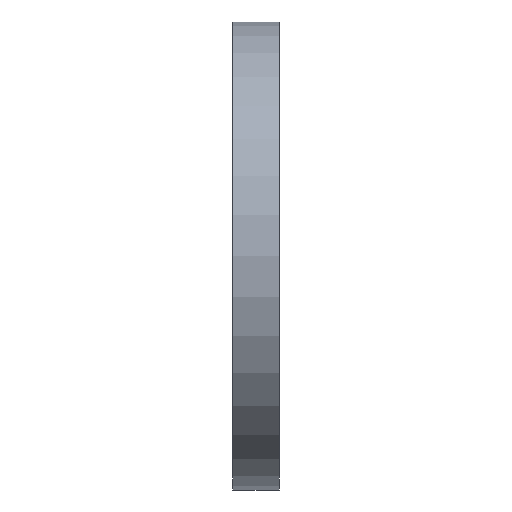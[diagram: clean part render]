
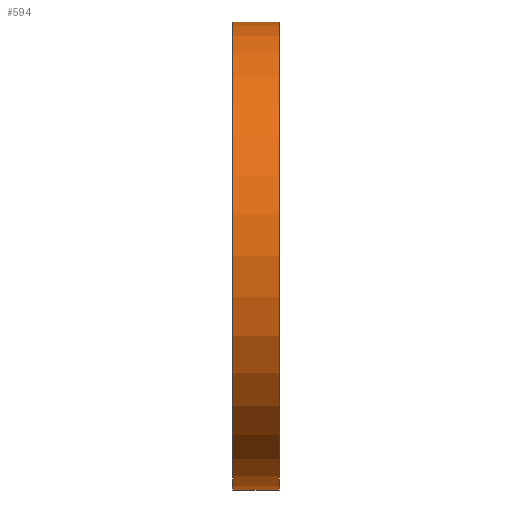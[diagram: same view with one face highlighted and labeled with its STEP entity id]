
A CAD part, left-side view. The second image highlights one B-rep face of the part: STEP entity #594.
In plain terms, the highlighted cylindrical face has radius 75 mm (diameter 150 mm), a full revolution.
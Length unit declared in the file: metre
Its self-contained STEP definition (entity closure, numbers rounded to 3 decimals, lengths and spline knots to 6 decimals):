
#20=CIRCLE('',#648,0.075);
#21=CIRCLE('',#649,0.075);
#64=CYLINDRICAL_SURFACE('',#647,0.075);
#124=ORIENTED_EDGE('',*,*,#292,.F.);
#125=ORIENTED_EDGE('',*,*,#293,.T.);
#292=EDGE_CURVE('',#376,#376,#20,.T.);
#293=EDGE_CURVE('',#377,#377,#21,.T.);
#376=VERTEX_POINT('',#1000);
#377=VERTEX_POINT('',#1002);
#478=EDGE_LOOP('',(#124));
#479=EDGE_LOOP('',(#125));
#532=FACE_BOUND('',#478,.T.);
#533=FACE_BOUND('',#479,.T.);
#594=ADVANCED_FACE('',(#532,#533),#64,.T.);
#647=AXIS2_PLACEMENT_3D('',#998,#779,#780);
#648=AXIS2_PLACEMENT_3D('',#999,#781,#782);
#649=AXIS2_PLACEMENT_3D('',#1001,#783,#784);
#779=DIRECTION('',(0.,1.,0.));
#780=DIRECTION('',(0.,0.,1.));
#781=DIRECTION('',(0.,-1.,0.));
#782=DIRECTION('',(0.,0.,-1.));
#783=DIRECTION('',(0.,-1.,0.));
#784=DIRECTION('',(0.,0.,-1.));
#998=CARTESIAN_POINT('',(0.,-0.015,0.));
#999=CARTESIAN_POINT('',(0.,-0.015,0.));
#1000=CARTESIAN_POINT('',(0.,-0.015,-0.075));
#1001=CARTESIAN_POINT('',(0.,0.,0.));
#1002=CARTESIAN_POINT('',(0.,0.,-0.075));
